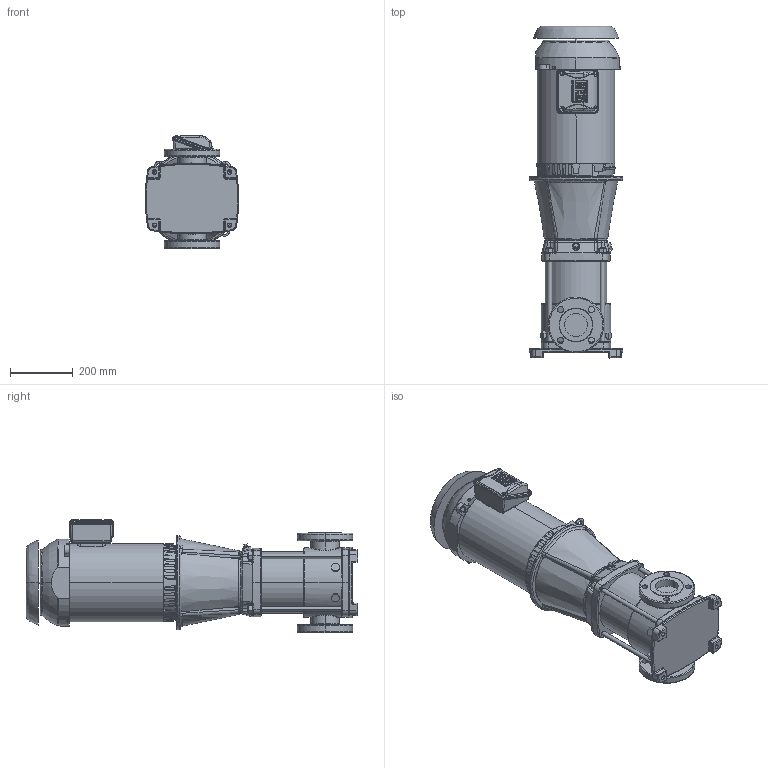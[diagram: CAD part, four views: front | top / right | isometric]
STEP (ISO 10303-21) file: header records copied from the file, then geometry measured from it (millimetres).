
FILE_DESCRIPTION (( 'STEP AP203' ), '1' );
FILE_NAME ('3303095 - MVI-160-2-7.5 HP-213TC-304-E-230_460~3.step', '2022-03-30T18:22:43', ( '' ), ( '' ), 'SwSTEP 2.0', 'SolidWorks 2021', '' );
FILE_SCHEMA (( 'CONFIG_CONTROL_DESIGN' ));
Length unit declared in the file: inch
Products named in the file (5): MVI PEO - [304-EPDM]_3304095 - MVI-160-2-7.5 HP-213TC-304-E-Sÿÿÿÿ; 3303095 - MVI-160-2-7.5 HP-213TC-304-E-230_460~3; 2700096 - NEMA V2 7.5 HP 213_5TC 208-230_460~3 TEFC; sbi_n_32-2_flange(NEMA); TEFC MOTOR_2700096 - NEMA V2 7.5 HP 213_5TC 208-230_460~3 TEFC
Assembly tree (4 placements, depth 3):
  3303095 - MVI-160-2-7.5 HP-213TC-304-E-230_460~3
    MVI PEO - [304-EPDM]_3304095 - MVI-160-2-7.5 HP-213TC-304-E-Sÿÿÿÿ
      sbi_n_32-2_flange(NEMA)
    TEFC MOTOR_2700096 - NEMA V2 7.5 HP 213_5TC 208-230_460~3 TEFC
      2700096 - NEMA V2 7.5 HP 213_5TC 208-230_460~3 TEFC
Bounding box: 300 x 1060.01 x 362.52 mm (x, y, z)
Volume: 48601804.6 mm3; surface area: 1882259.2 mm2
Topology: 23 solids, 52 shells, 3849 faces, 9968 edges, 6483 vertices
Faces by surface type: plane 1856, cylinder 1405, bspline 310, cone 172, torus 100, sphere 6
Entity records: 144406 total; most frequent: CARTESIAN_POINT 51544, ORIENTED_EDGE 19858, DIRECTION 18599, EDGE_CURVE 9929, AXIS2_PLACEMENT_3D 6640, VERTEX_POINT 6481, LINE 5319, VECTOR 5319
